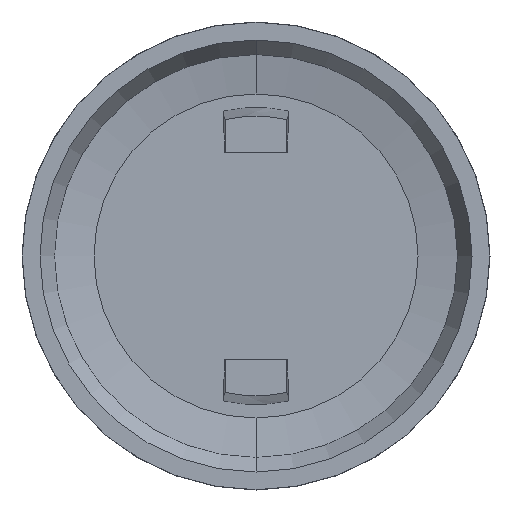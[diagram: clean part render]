
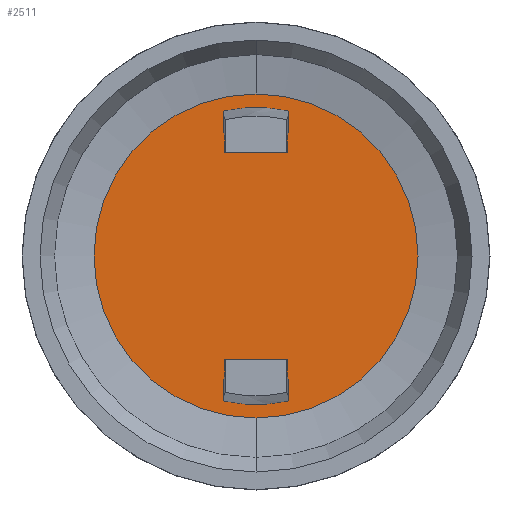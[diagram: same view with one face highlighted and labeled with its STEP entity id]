
A CAD part, front view. The second image highlights one B-rep face of the part: STEP entity #2511.
In plain terms, the highlighted planar face has unit normal (0, -1, 0).
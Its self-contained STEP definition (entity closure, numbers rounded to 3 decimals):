
#1144=CARTESIAN_POINT('',(0.,39.,18.));
#1145=DIRECTION('',(0.,1.,0.));
#1146=DIRECTION('',(0.,0.,-1.));
#1147=AXIS2_PLACEMENT_3D('',#1144,#1145,#1146);
#1152=CARTESIAN_POINT('',(0.,39.,18.));
#1153=DIRECTION('',(0.,-1.,0.));
#1154=DIRECTION('',(0.,0.,-1.));
#1155=AXIS2_PLACEMENT_3D('',#1152,#1153,#1154);
#1160=DIRECTION('',(0.,0.,-1.));
#1161=VECTOR('',#1160,1.201);
#1162=CARTESIAN_POINT('',(-1.8,39.,26.051));
#1163=LINE('',#1162,#1161);
#1167=DIRECTION('',(1.,0.,0.));
#1168=VECTOR('',#1167,3.6);
#1169=CARTESIAN_POINT('',(-1.8,39.,24.85));
#1170=LINE('',#1169,#1168);
#1174=DIRECTION('',(0.,0.,-1.));
#1175=VECTOR('',#1174,1.201);
#1176=CARTESIAN_POINT('',(1.8,39.,26.051));
#1177=LINE('',#1176,#1175);
#1181=DIRECTION('',(0.,0.,-1.));
#1182=VECTOR('',#1181,1.201);
#1183=CARTESIAN_POINT('',(-1.8,39.,11.15));
#1184=LINE('',#1183,#1182);
#1188=DIRECTION('',(0.,0.,-1.));
#1189=VECTOR('',#1188,1.201);
#1190=CARTESIAN_POINT('',(1.8,39.,11.15));
#1191=LINE('',#1190,#1189);
#1195=DIRECTION('',(1.,0.,0.));
#1196=VECTOR('',#1195,3.6);
#1197=CARTESIAN_POINT('',(-1.8,39.,11.15));
#1198=LINE('',#1197,#1196);
#1202=CARTESIAN_POINT('',(0.,39.,18.));
#1203=DIRECTION('',(0.,1.,0.));
#1204=DIRECTION('',(0.218,0.,-0.976));
#1205=AXIS2_PLACEMENT_3D('',#1202,#1203,#1204);
#1226=CARTESIAN_POINT('',(0.,39.,18.));
#1227=DIRECTION('',(0.,1.,0.));
#1228=DIRECTION('',(-0.218,0.,0.976));
#1229=AXIS2_PLACEMENT_3D('',#1226,#1227,#1228);
#1234=CARTESIAN_POINT('',(-1.8,39.,26.051));
#1277=CARTESIAN_POINT('',(-1.8,39.,9.949));
#1310=CARTESIAN_POINT('',(1.8,39.,9.949));
#1353=CARTESIAN_POINT('',(1.8,39.,26.051));
#1428=CARTESIAN_POINT('',(0.,39.,9.));
#1430=VERTEX_POINT('',#1428);
#1434=CARTESIAN_POINT('',(0.,39.,27.));
#1436=VERTEX_POINT('',#1434);
#1472=CARTESIAN_POINT('',(-1.8,39.,24.85));
#1473=VERTEX_POINT('',#1472);
#1474=CARTESIAN_POINT('',(-1.8,39.,11.15));
#1475=VERTEX_POINT('',#1474);
#1476=CARTESIAN_POINT('',(1.8,39.,24.85));
#1477=VERTEX_POINT('',#1476);
#1478=CARTESIAN_POINT('',(1.8,39.,11.15));
#1479=VERTEX_POINT('',#1478);
#1480=VERTEX_POINT('',#1234);
#1483=VERTEX_POINT('',#1277);
#1484=VERTEX_POINT('',#1310);
#1487=VERTEX_POINT('',#1353);
#2482=CARTESIAN_POINT('',(0.,39.,18.));
#2483=DIRECTION('',(0.,-1.,0.));
#2484=DIRECTION('',(0.,0.,1.));
#2485=AXIS2_PLACEMENT_3D('',#2482,#2483,#2484);
#2486=PLANE('',#2485);
#2487=ORIENTED_EDGE('',*,*,#2464,.T.);
#2488=ORIENTED_EDGE('',*,*,#2475,.F.);
#2489=EDGE_LOOP('',(#2487,#2488));
#2490=FACE_OUTER_BOUND('',#2489,.F.);
#2492=ORIENTED_EDGE('',*,*,#2491,.F.);
#2494=ORIENTED_EDGE('',*,*,#2493,.T.);
#2496=ORIENTED_EDGE('',*,*,#2495,.T.);
#2498=ORIENTED_EDGE('',*,*,#2497,.F.);
#2499=EDGE_LOOP('',(#2492,#2494,#2496,#2498));
#2500=FACE_BOUND('',#2499,.F.);
#2502=ORIENTED_EDGE('',*,*,#2501,.T.);
#2504=ORIENTED_EDGE('',*,*,#2503,.F.);
#2506=ORIENTED_EDGE('',*,*,#2505,.F.);
#2508=ORIENTED_EDGE('',*,*,#2507,.F.);
#2509=EDGE_LOOP('',(#2502,#2504,#2506,#2508));
#2510=FACE_BOUND('',#2509,.F.);
#2511=ADVANCED_FACE('',(#2490,#2500,#2510),#2486,.T.);
#1148=CIRCLE('',#1147,9.);
#1156=CIRCLE('',#1155,9.);
#1206=CIRCLE('',#1205,8.25);
#1230=CIRCLE('',#1229,8.25);
#2464=EDGE_CURVE('',#1430,#1436,#1148,.T.);
#2475=EDGE_CURVE('',#1430,#1436,#1156,.T.);
#2491=EDGE_CURVE('',#1480,#1487,#1230,.T.);
#2493=EDGE_CURVE('',#1480,#1473,#1163,.T.);
#2495=EDGE_CURVE('',#1473,#1477,#1170,.T.);
#2497=EDGE_CURVE('',#1487,#1477,#1177,.T.);
#2501=EDGE_CURVE('',#1475,#1483,#1184,.T.);
#2503=EDGE_CURVE('',#1484,#1483,#1206,.T.);
#2505=EDGE_CURVE('',#1479,#1484,#1191,.T.);
#2507=EDGE_CURVE('',#1475,#1479,#1198,.T.);
